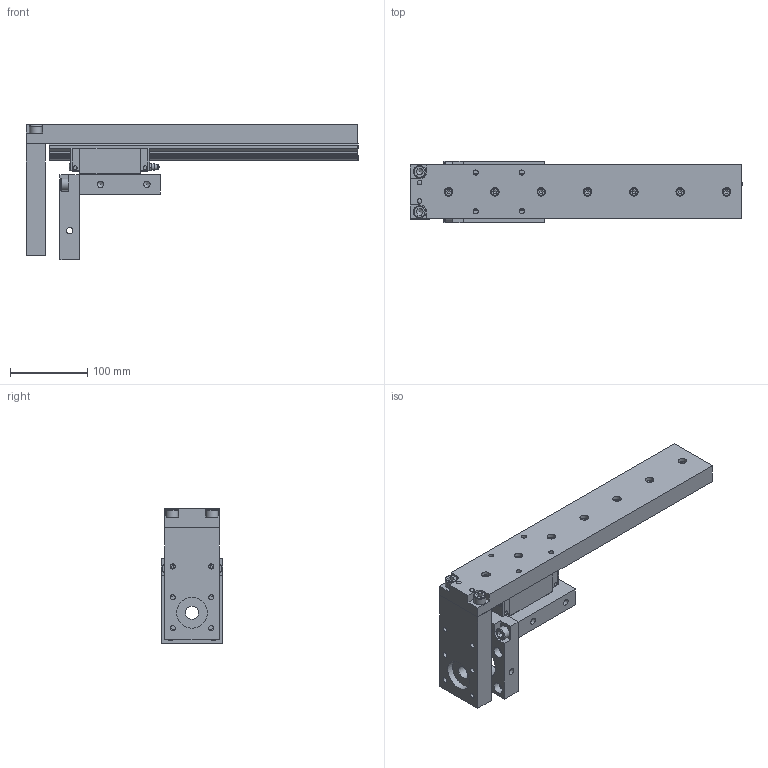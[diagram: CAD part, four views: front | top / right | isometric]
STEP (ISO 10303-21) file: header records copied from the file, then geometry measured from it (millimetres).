
FILE_DESCRIPTION(/* description */ (''),/* implementation_level */ '2;1');
FILE_NAME(/* name */ 'PCG-63-25-II.stp',/* time_stamp */ '2016-01-18T16:37:02+01:00',/* author */ ('kurt'),/* organization */ (''),/* preprocessor_version */ 'ST-DEVELOPER v15.6',/* originating_system */ 'Autodesk Inventor 2015',/* authorisation */ '');
FILE_SCHEMA (('AUTOMOTIVE_DESIGN { 1 0 10303 214 3 1 1 }'));
Length unit declared in the file: millimetre
Products named in the file (10): cilinderplaat dia63; drukplaat dia50-63; geleidingslat LGR25T - II; wagenplaat LGH25HA; HGH25HA; DIN 912 - M10 x 1,5 x 30 x 26,25; ISO 2338 - 6 m6 x 35 - ADIN EN; DIN 912 - M6 x 1 x 25 x 22,5; HGR25T-400; PCG-63-25-II
Assembly tree (25 placements, depth 2):
  PCG-63-25-II
    cilinderplaat dia63
    drukplaat dia50-63
    geleidingslat LGR25T - II
    wagenplaat LGH25HA
    HGH25HA
    DIN 912 - M10 x 1,5 x 30 x 26,25  x4
    ISO 2338 - 6 m6 x 35 - ADIN EN  x4
    DIN 912 - M6 x 1 x 25 x 22,5  x11
    HGR25T-400
Bounding box: 430 x 80 x 175.27 mm (x, y, z)
Volume: 1642792.8 mm3; surface area: 276998.8 mm2
Topology: 25 solids, 28 shells, 818 faces, 2068 edges, 1354 vertices
Faces by surface type: plane 504, cylinder 185, cone 84, torus 38, sphere 5, bspline 2
Full cylindrical faces by diameter (mm): 2.5 x2, 2.8 x2, 5 x19, 6 x24, 6.5 x11, 6.647 x10, 7.3 x2, 7.847 x1, 8.376 x10, 9 x4, 10 x15, 10.3 x1, 11 x15, 15 x4, 16 x4, 17 x1, 40 x1, 45 x1
Entity records: 18880 total; most frequent: CARTESIAN_POINT 3646, DIRECTION 2985, ORIENTED_EDGE 2842, EDGE_CURVE 1421, AXIS2_PLACEMENT_3D 1048, VERTEX_POINT 1013, LINE 889, VECTOR 889
